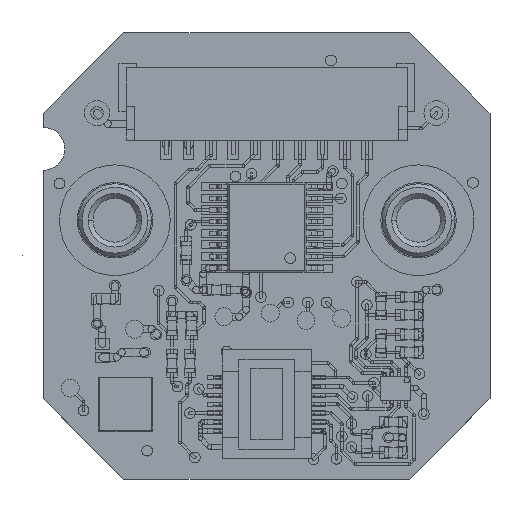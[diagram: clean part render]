
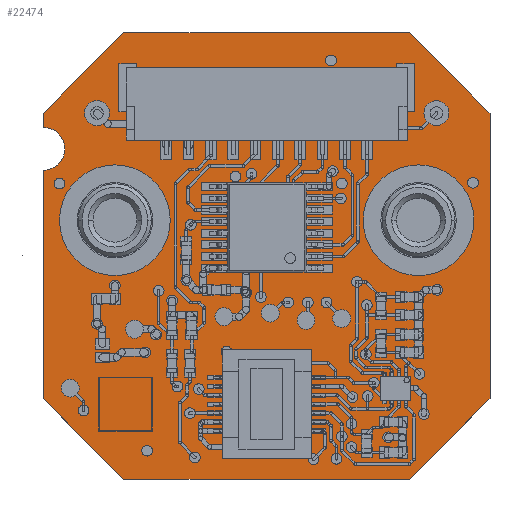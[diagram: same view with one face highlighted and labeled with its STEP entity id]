
A CAD part, top view. The second image highlights one B-rep face of the part: STEP entity #22474.
In plain terms, the highlighted planar face has unit normal (0, 0, 1).
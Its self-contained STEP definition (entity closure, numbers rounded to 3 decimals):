
#1711=FACE_BOUND('',#38868,.T.);
#1712=FACE_BOUND('',#38869,.T.);
#1713=FACE_BOUND('',#38870,.T.);
#1714=FACE_BOUND('',#38871,.T.);
#1715=FACE_BOUND('',#38872,.T.);
#22474=ADVANCED_FACE('',(#1711,#1712,#1713,#1714,#1715),#27600,.T.);
#27600=PLANE('',#113178);
#38868=EDGE_LOOP('',(#75950));
#38869=EDGE_LOOP('',(#75951));
#38870=EDGE_LOOP('',(#75952));
#38871=EDGE_LOOP('',(#75953));
#38872=EDGE_LOOP('',(#75954,#75955,#75956,#75957,#75958,#75959,#75960,#75961,
#75962,#75963));
#47393=LINE('',#161120,#56736);
#47397=LINE('',#161128,#56740);
#47400=LINE('',#161134,#56743);
#47403=LINE('',#161140,#56746);
#47406=LINE('',#161146,#56749);
#47410=LINE('',#161158,#56753);
#47413=LINE('',#161164,#56756);
#47416=LINE('',#161170,#56759);
#47418=LINE('',#161173,#56761);
#56736=VECTOR('',#134143,1.);
#56740=VECTOR('',#134149,1.);
#56743=VECTOR('',#134154,1.);
#56746=VECTOR('',#134159,1.);
#56749=VECTOR('',#134164,1.);
#56753=VECTOR('',#134176,1.);
#56756=VECTOR('',#134181,1.);
#56759=VECTOR('',#134186,1.);
#56761=VECTOR('',#134190,1.);
#75950=ORIENTED_EDGE('',*,*,#100549,.T.);
#75951=ORIENTED_EDGE('',*,*,#100548,.T.);
#75952=ORIENTED_EDGE('',*,*,#100546,.T.);
#75953=ORIENTED_EDGE('',*,*,#100544,.T.);
#75954=ORIENTED_EDGE('',*,*,#100542,.F.);
#75955=ORIENTED_EDGE('',*,*,#100515,.F.);
#75956=ORIENTED_EDGE('',*,*,#100519,.F.);
#75957=ORIENTED_EDGE('',*,*,#100522,.F.);
#75958=ORIENTED_EDGE('',*,*,#100525,.F.);
#75959=ORIENTED_EDGE('',*,*,#100528,.F.);
#75960=ORIENTED_EDGE('',*,*,#100531,.F.);
#75961=ORIENTED_EDGE('',*,*,#100534,.F.);
#75962=ORIENTED_EDGE('',*,*,#100537,.F.);
#75963=ORIENTED_EDGE('',*,*,#100540,.F.);
#89634=VERTEX_POINT('',#161119);
#89635=VERTEX_POINT('',#161121);
#89637=VERTEX_POINT('',#161127);
#89639=VERTEX_POINT('',#161133);
#89641=VERTEX_POINT('',#161139);
#89643=VERTEX_POINT('',#161145);
#89645=VERTEX_POINT('',#161151);
#89647=VERTEX_POINT('',#161157);
#89649=VERTEX_POINT('',#161163);
#89651=VERTEX_POINT('',#161169);
#89653=VERTEX_POINT('',#161178);
#89655=VERTEX_POINT('',#161183);
#89657=VERTEX_POINT('',#161188);
#89658=VERTEX_POINT('',#161191);
#100515=EDGE_CURVE('',#89634,#89635,#47393,.T.);
#100519=EDGE_CURVE('',#89637,#89634,#47397,.T.);
#100522=EDGE_CURVE('',#89639,#89637,#47400,.T.);
#100525=EDGE_CURVE('',#89641,#89639,#47403,.T.);
#100528=EDGE_CURVE('',#89643,#89641,#47406,.T.);
#100531=EDGE_CURVE('',#89645,#89643,#106290,.T.);
#100534=EDGE_CURVE('',#89647,#89645,#47410,.T.);
#100537=EDGE_CURVE('',#89649,#89647,#47413,.T.);
#100540=EDGE_CURVE('',#89651,#89649,#47416,.T.);
#100542=EDGE_CURVE('',#89635,#89651,#47418,.T.);
#100544=EDGE_CURVE('',#89653,#89653,#106292,.T.);
#100546=EDGE_CURVE('',#89655,#89655,#106294,.T.);
#100548=EDGE_CURVE('',#89657,#89657,#106296,.T.);
#100549=EDGE_CURVE('',#89658,#89658,#106297,.T.);
#106290=CIRCLE('',#113162,1.2);
#106292=CIRCLE('',#113169,0.35);
#106294=CIRCLE('',#113172,0.35);
#106296=CIRCLE('',#113175,2.11);
#106297=CIRCLE('',#113177,2.11);
#113162=AXIS2_PLACEMENT_3D('',#161152,#134170,#134171);
#113169=AXIS2_PLACEMENT_3D('',#161177,#134195,#134196);
#113172=AXIS2_PLACEMENT_3D('',#161182,#134201,#134202);
#113175=AXIS2_PLACEMENT_3D('',#161187,#134207,#134208);
#113177=AXIS2_PLACEMENT_3D('',#161190,#134211,#134212);
#113178=AXIS2_PLACEMENT_3D('',#161192,#134213,#134214);
#134143=DIRECTION('',(0.,-1.,0.));
#134149=DIRECTION('',(0.707,-0.707,0.));
#134154=DIRECTION('',(1.,0.,0.));
#134159=DIRECTION('',(0.707,0.707,0.));
#134164=DIRECTION('',(0.,1.,0.));
#134170=DIRECTION('',(0.,0.,1.));
#134171=DIRECTION('',(1.,0.,0.));
#134176=DIRECTION('',(0.,1.,0.));
#134181=DIRECTION('',(-0.707,0.707,0.));
#134186=DIRECTION('',(-1.,0.,0.));
#134190=DIRECTION('',(-0.707,-0.707,0.));
#134195=DIRECTION('',(0.,0.,-1.));
#134196=DIRECTION('',(0.,-1.,0.));
#134201=DIRECTION('',(0.,0.,-1.));
#134202=DIRECTION('',(0.,-1.,0.));
#134207=DIRECTION('',(0.,0.,-1.));
#134208=DIRECTION('',(-1.,0.,0.));
#134211=DIRECTION('',(0.,0.,-1.));
#134212=DIRECTION('',(-1.,0.,0.));
#134213=DIRECTION('',(0.,0.,1.));
#134214=DIRECTION('',(-1.,0.,0.));
#161119=CARTESIAN_POINT('',(25.,20.5,0.543));
#161120=CARTESIAN_POINT('',(25.,20.5,0.543));
#161121=CARTESIAN_POINT('',(25.,4.5,0.543));
#161127=CARTESIAN_POINT('',(20.5,25.,0.543));
#161128=CARTESIAN_POINT('',(20.5,25.,0.543));
#161133=CARTESIAN_POINT('',(4.5,25.,0.543));
#161134=CARTESIAN_POINT('',(4.5,25.,0.543));
#161139=CARTESIAN_POINT('',(0.,20.5,0.543));
#161140=CARTESIAN_POINT('',(0.,20.5,0.543));
#161145=CARTESIAN_POINT('',(0.,19.7,0.543));
#161146=CARTESIAN_POINT('',(0.,19.7,0.543));
#161151=CARTESIAN_POINT('',(0.,17.3,0.543));
#161152=CARTESIAN_POINT('',(0.,18.5,0.543));
#161157=CARTESIAN_POINT('',(0.,4.5,0.543));
#161158=CARTESIAN_POINT('',(0.,4.5,0.543));
#161163=CARTESIAN_POINT('',(4.5,0.,0.543));
#161164=CARTESIAN_POINT('',(4.5,0.,0.543));
#161169=CARTESIAN_POINT('',(20.5,0.,0.543));
#161170=CARTESIAN_POINT('',(20.5,0.,0.543));
#161173=CARTESIAN_POINT('',(25.,4.5,0.543));
#161177=CARTESIAN_POINT('',(3.,20.5,0.543));
#161178=CARTESIAN_POINT('',(3.,20.85,0.543));
#161182=CARTESIAN_POINT('',(22.,20.5,0.543));
#161183=CARTESIAN_POINT('',(22.,20.85,0.543));
#161187=CARTESIAN_POINT('',(21.,14.5,0.543));
#161188=CARTESIAN_POINT('',(23.11,14.5,0.543));
#161190=CARTESIAN_POINT('',(4.,14.5,0.543));
#161191=CARTESIAN_POINT('',(6.11,14.5,0.543));
#161192=CARTESIAN_POINT('',(12.34,12.59,0.543));
